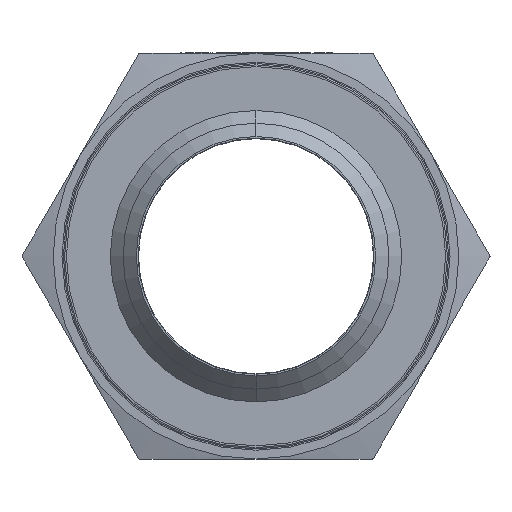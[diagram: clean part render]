
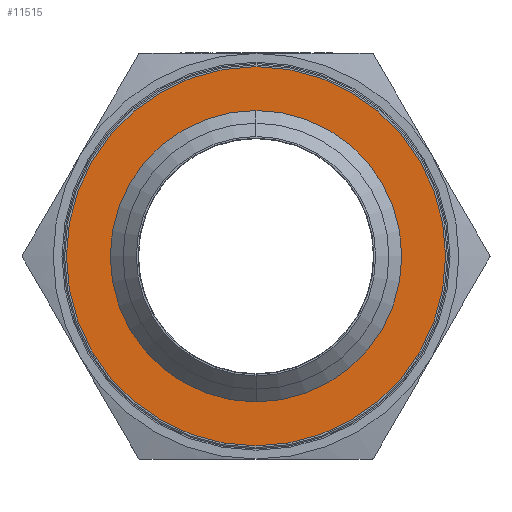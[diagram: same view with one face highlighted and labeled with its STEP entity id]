
A CAD part, left-side view. The second image highlights one B-rep face of the part: STEP entity #11515.
In plain terms, the highlighted planar face has unit normal (-1, 0, 0).
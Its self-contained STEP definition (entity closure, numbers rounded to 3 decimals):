
#244 = CARTESIAN_POINT ( 'NONE',  ( -13.55, 0., -33.05 ) ) ;
#344 = EDGE_CURVE ( 'NONE', #967, #9016, #9847, .T. ) ;
#596 = AXIS2_PLACEMENT_3D ( 'NONE', #7851, #11269, #11376 ) ;
#967 = VERTEX_POINT ( 'NONE', #14641 ) ;
#2190 = DIRECTION ( 'NONE',  ( 0., 0., 1. ) ) ;
#2240 = DIRECTION ( 'NONE',  ( 1., 0., 0. ) ) ;
#2263 = CIRCLE ( 'NONE', #6757, 43. ) ;
#2352 = AXIS2_PLACEMENT_3D ( 'NONE', #3475, #2240, #5897 ) ;
#2449 = CARTESIAN_POINT ( 'NONE',  ( -13.55, 0., -43. ) ) ;
#2519 = CARTESIAN_POINT ( 'NONE',  ( -13.55, 0., 43. ) ) ;
#2808 = PLANE ( 'NONE',  #596 ) ;
#3475 = CARTESIAN_POINT ( 'NONE',  ( -13.55, 0., 0. ) ) ;
#3985 = EDGE_LOOP ( 'NONE', ( #11274, #5131 ) ) ;
#4036 = FACE_BOUND ( 'NONE', #6612, .T. ) ;
#5131 = ORIENTED_EDGE ( 'NONE', *, *, #11026, .T. ) ;
#5388 = AXIS2_PLACEMENT_3D ( 'NONE', #13869, #10391, #2190 ) ;
#5503 = CIRCLE ( 'NONE', #2352, 33.05 ) ;
#5897 = DIRECTION ( 'NONE',  ( 0., 0., 1. ) ) ;
#6031 = ORIENTED_EDGE ( 'NONE', *, *, #344, .T. ) ;
#6038 = EDGE_CURVE ( 'NONE', #9016, #967, #5503, .T. ) ;
#6095 = ORIENTED_EDGE ( 'NONE', *, *, #6038, .T. ) ;
#6283 = FACE_OUTER_BOUND ( 'NONE', #3985, .T. ) ;
#6457 = DIRECTION ( 'NONE',  ( 0., 0., 1. ) ) ;
#6612 = EDGE_LOOP ( 'NONE', ( #6031, #6095 ) ) ;
#6757 = AXIS2_PLACEMENT_3D ( 'NONE', #13597, #8778, #6457 ) ;
#6774 = AXIS2_PLACEMENT_3D ( 'NONE', #13663, #8779, #9962 ) ;
#7851 = CARTESIAN_POINT ( 'NONE',  ( -13.55, 0., 0. ) ) ;
#8778 = DIRECTION ( 'NONE',  ( -1., 0., 0. ) ) ;
#8779 = DIRECTION ( 'NONE',  ( 1., 0., 0. ) ) ;
#8791 = EDGE_CURVE ( 'NONE', #9416, #9916, #2263, .T. ) ;
#9016 = VERTEX_POINT ( 'NONE', #244 ) ;
#9416 = VERTEX_POINT ( 'NONE', #2519 ) ;
#9847 = CIRCLE ( 'NONE', #6774, 33.05 ) ;
#9916 = VERTEX_POINT ( 'NONE', #2449 ) ;
#9962 = DIRECTION ( 'NONE',  ( 0., 0., 1. ) ) ;
#10391 = DIRECTION ( 'NONE',  ( -1., 0., 0. ) ) ;
#11026 = EDGE_CURVE ( 'NONE', #9916, #9416, #12588, .T. ) ;
#11269 = DIRECTION ( 'NONE',  ( -1., 0., 0. ) ) ;
#11274 = ORIENTED_EDGE ( 'NONE', *, *, #8791, .T. ) ;
#11376 = DIRECTION ( 'NONE',  ( 0., -1., 0. ) ) ;
#11515 = ADVANCED_FACE ( 'NONE', ( #4036, #6283 ), #2808, .T. ) ;
#12588 = CIRCLE ( 'NONE', #5388, 43. ) ;
#13597 = CARTESIAN_POINT ( 'NONE',  ( -13.55, 0., 0. ) ) ;
#13663 = CARTESIAN_POINT ( 'NONE',  ( -13.55, 0., 0. ) ) ;
#13869 = CARTESIAN_POINT ( 'NONE',  ( -13.55, 0., 0. ) ) ;
#14641 = CARTESIAN_POINT ( 'NONE',  ( -13.55, 0., 33.05 ) ) ;
